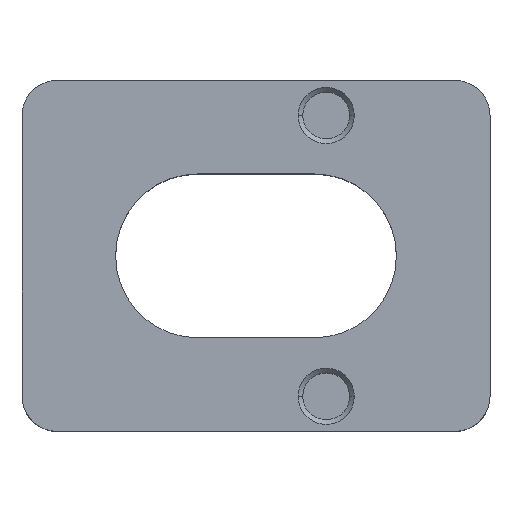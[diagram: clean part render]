
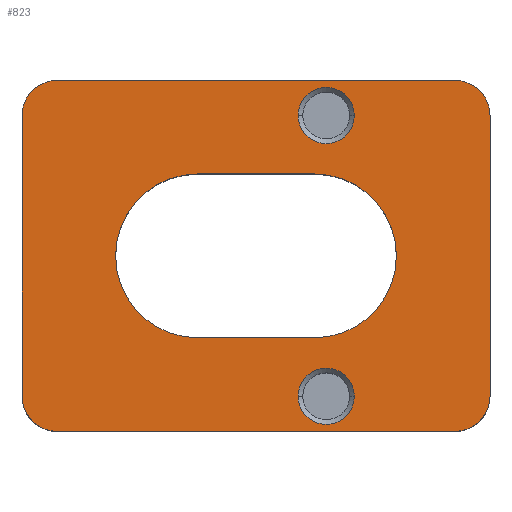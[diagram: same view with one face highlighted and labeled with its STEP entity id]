
A CAD part, top view. The second image highlights one B-rep face of the part: STEP entity #823.
In plain terms, the highlighted planar face has unit normal (0, 0, 1).
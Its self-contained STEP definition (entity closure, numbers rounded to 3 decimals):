
#5 = EDGE_CURVE ( 'NONE', #946, #201, #962, .T. ) ;
#12 = AXIS2_PLACEMENT_3D ( 'NONE', #679, #678, #676 ) ;
#14 = EDGE_CURVE ( 'NONE', #677, #272, #57, .T. ) ;
#18 = EDGE_CURVE ( 'NONE', #96, #747, #583, .T. ) ;
#42 = AXIS2_PLACEMENT_3D ( 'NONE', #550, #548, #546 ) ;
#43 = AXIS2_PLACEMENT_3D ( 'NONE', #508, #507, #505 ) ;
#53 = EDGE_CURVE ( 'NONE', #272, #677, #115, .T. ) ;
#57 = CIRCLE ( 'NONE', #885, 1.2 ) ;
#62 = EDGE_CURVE ( 'NONE', #191, #64, #804, .T. ) ;
#64 = VERTEX_POINT ( 'NONE', #793 ) ;
#71 = AXIS2_PLACEMENT_3D ( 'NONE', #486, #484, #483 ) ;
#81 = EDGE_CURVE ( 'NONE', #245, #886, #694, .T. ) ;
#83 = EDGE_CURVE ( 'NONE', #729, #106, #931, .T. ) ;
#88 = EDGE_CURVE ( 'NONE', #493, #747, #494, .T. ) ;
#91 = EDGE_CURVE ( 'NONE', #729, #596, #643, .T. ) ;
#96 = VERTEX_POINT ( 'NONE', #671 ) ;
#100 = EDGE_LOOP ( 'NONE', ( #501, #523, #803, #480, #951 ) ) ;
#106 = VERTEX_POINT ( 'NONE', #675 ) ;
#108 = EDGE_CURVE ( 'NONE', #738, #703, #918, .T. ) ;
#109 = VECTOR ( 'NONE', #876, 1000. ) ;
#115 = CIRCLE ( 'NONE', #197, 1.2 ) ;
#131 = VECTOR ( 'NONE', #681, 1000. ) ;
#173 = ORIENTED_EDGE ( 'NONE', *, *, #14, .F. ) ;
#182 = DIRECTION ( 'NONE',  ( 0., 1., 0. ) ) ;
#183 = CARTESIAN_POINT ( 'NONE',  ( 10., 7.5, 5. ) ) ;
#184 = DIRECTION ( 'NONE',  ( -1., 0., 0. ) ) ;
#185 = DIRECTION ( 'NONE',  ( 0., 0., -1. ) ) ;
#188 = CARTESIAN_POINT ( 'NONE',  ( 2.5, 0., 5. ) ) ;
#191 = VERTEX_POINT ( 'NONE', #557 ) ;
#192 = EDGE_CURVE ( 'NONE', #946, #106, #359, .T. ) ;
#194 = EDGE_CURVE ( 'NONE', #96, #596, #647, .T. ) ;
#197 = AXIS2_PLACEMENT_3D ( 'NONE', #868, #867, #865 ) ;
#199 = VERTEX_POINT ( 'NONE', #559 ) ;
#201 = VERTEX_POINT ( 'NONE', #552 ) ;
#211 = DIRECTION ( 'NONE',  ( -1., 0., 0. ) ) ;
#213 = DIRECTION ( 'NONE',  ( 0., 0., -1. ) ) ;
#215 = ORIENTED_EDGE ( 'NONE', *, *, #108, .F. ) ;
#216 = CARTESIAN_POINT ( 'NONE',  ( -2.5, 0., 5. ) ) ;
#219 = CARTESIAN_POINT ( 'NONE',  ( 8.5, 7.5, 5. ) ) ;
#223 = CARTESIAN_POINT ( 'NONE',  ( 2.5, -3.5, 5. ) ) ;
#245 = VERTEX_POINT ( 'NONE', #556 ) ;
#252 = ORIENTED_EDGE ( 'NONE', *, *, #5, .F. ) ;
#272 = VERTEX_POINT ( 'NONE', #535 ) ;
#279 = VECTOR ( 'NONE', #755, 1000. ) ;
#287 = ORIENTED_EDGE ( 'NONE', *, *, #192, .T. ) ;
#302 = EDGE_CURVE ( 'NONE', #703, #738, #763, .T. ) ;
#304 = ORIENTED_EDGE ( 'NONE', *, *, #88, .F. ) ;
#315 = DIRECTION ( 'NONE',  ( -1., 0., 0. ) ) ;
#317 = CARTESIAN_POINT ( 'NONE',  ( 10., -7.5, 5. ) ) ;
#319 = PLANE ( 'NONE',  #972 ) ;
#321 = DIRECTION ( 'NONE',  ( 0., 0., -1. ) ) ;
#359 = LINE ( 'NONE', #570, #529 ) ;
#408 = CARTESIAN_POINT ( 'NONE',  ( 8.5, -7.5, 5. ) ) ;
#416 = CARTESIAN_POINT ( 'NONE',  ( 1.8, -6., 5. ) ) ;
#427 = CARTESIAN_POINT ( 'NONE',  ( -10., 6., 5. ) ) ;
#430 = CARTESIAN_POINT ( 'NONE',  ( 1.8, 6., 5. ) ) ;
#433 = EDGE_CURVE ( 'NONE', #199, #64, #913, .T. ) ;
#444 = CARTESIAN_POINT ( 'NONE',  ( 4.2, -6., 5. ) ) ;
#455 = CARTESIAN_POINT ( 'NONE',  ( -10., -6., 5. ) ) ;
#480 = ORIENTED_EDGE ( 'NONE', *, *, #915, .T. ) ;
#483 = DIRECTION ( 'NONE',  ( -1., 0., 0. ) ) ;
#484 = DIRECTION ( 'NONE',  ( 0., 0., -1. ) ) ;
#485 = CIRCLE ( 'NONE', #1016, 3.5 ) ;
#486 = CARTESIAN_POINT ( 'NONE',  ( -2.5, 0., 5. ) ) ;
#492 = CARTESIAN_POINT ( 'NONE',  ( 10., -6., 5. ) ) ;
#493 = VERTEX_POINT ( 'NONE', #492 ) ;
#494 = CIRCLE ( 'NONE', #12, 1.5 ) ;
#501 = ORIENTED_EDGE ( 'NONE', *, *, #62, .F. ) ;
#504 = ORIENTED_EDGE ( 'NONE', *, *, #194, .F. ) ;
#505 = DIRECTION ( 'NONE',  ( 1., 0., 0. ) ) ;
#507 = DIRECTION ( 'NONE',  ( 0., 0., 1. ) ) ;
#508 = CARTESIAN_POINT ( 'NONE',  ( 3., -6., 5. ) ) ;
#509 = CIRCLE ( 'NONE', #1022, 3.5 ) ;
#523 = ORIENTED_EDGE ( 'NONE', *, *, #1001, .T. ) ;
#529 = VECTOR ( 'NONE', #555, 1000. ) ;
#535 = CARTESIAN_POINT ( 'NONE',  ( 4.2, 6., 5. ) ) ;
#546 = DIRECTION ( 'NONE',  ( -1., 0., 0. ) ) ;
#548 = DIRECTION ( 'NONE',  ( 0., 0., -1. ) ) ;
#550 = CARTESIAN_POINT ( 'NONE',  ( -8.5, -6., 5. ) ) ;
#552 = CARTESIAN_POINT ( 'NONE',  ( 10., 6., 5. ) ) ;
#554 = FACE_BOUND ( 'NONE', #713, .T. ) ;
#555 = DIRECTION ( 'NONE',  ( -1., 0., 0. ) ) ;
#556 = CARTESIAN_POINT ( 'NONE',  ( -2.5, -3.5, 5. ) ) ;
#557 = CARTESIAN_POINT ( 'NONE',  ( 2.5, 3.5, 5. ) ) ;
#559 = CARTESIAN_POINT ( 'NONE',  ( -6., 0., 5. ) ) ;
#567 = EDGE_LOOP ( 'NONE', ( #850, #656, #504, #682, #304, #779, #252, #287 ) ) ;
#570 = CARTESIAN_POINT ( 'NONE',  ( 10., 7.5, 5. ) ) ;
#572 = LINE ( 'NONE', #183, #576 ) ;
#576 = VECTOR ( 'NONE', #182, 1000. ) ;
#583 = LINE ( 'NONE', #945, #761 ) ;
#593 = FACE_BOUND ( 'NONE', #100, .T. ) ;
#596 = VERTEX_POINT ( 'NONE', #455 ) ;
#614 = EDGE_LOOP ( 'NONE', ( #798, #173 ) ) ;
#617 = ORIENTED_EDGE ( 'NONE', *, *, #302, .F. ) ;
#635 = DIRECTION ( 'NONE',  ( -1., 0., 0. ) ) ;
#638 = DIRECTION ( 'NONE',  ( 0., 0., -1. ) ) ;
#643 = LINE ( 'NONE', #731, #131 ) ;
#647 = CIRCLE ( 'NONE', #42, 1.5 ) ;
#649 = FACE_BOUND ( 'NONE', #614, .T. ) ;
#656 = ORIENTED_EDGE ( 'NONE', *, *, #91, .T. ) ;
#662 = DIRECTION ( 'NONE',  ( 1., 0., 0. ) ) ;
#664 = DIRECTION ( 'NONE',  ( 0., 0., 1. ) ) ;
#665 = CARTESIAN_POINT ( 'NONE',  ( 3., -6., 5. ) ) ;
#671 = CARTESIAN_POINT ( 'NONE',  ( -8.5, -7.5, 5. ) ) ;
#675 = CARTESIAN_POINT ( 'NONE',  ( -8.5, 7.5, 5. ) ) ;
#676 = DIRECTION ( 'NONE',  ( -1., 0., 0. ) ) ;
#677 = VERTEX_POINT ( 'NONE', #430 ) ;
#678 = DIRECTION ( 'NONE',  ( 0., 0., -1. ) ) ;
#679 = CARTESIAN_POINT ( 'NONE',  ( 8.5, -6., 5. ) ) ;
#681 = DIRECTION ( 'NONE',  ( 0., -1., 0. ) ) ;
#682 = ORIENTED_EDGE ( 'NONE', *, *, #18, .T. ) ;
#692 = CARTESIAN_POINT ( 'NONE',  ( -8.5, 6., 5. ) ) ;
#694 = LINE ( 'NONE', #750, #279 ) ;
#703 = VERTEX_POINT ( 'NONE', #444 ) ;
#713 = EDGE_LOOP ( 'NONE', ( #617, #215 ) ) ;
#729 = VERTEX_POINT ( 'NONE', #427 ) ;
#731 = CARTESIAN_POINT ( 'NONE',  ( -10., 7.5, 5. ) ) ;
#738 = VERTEX_POINT ( 'NONE', #416 ) ;
#747 = VERTEX_POINT ( 'NONE', #408 ) ;
#750 = CARTESIAN_POINT ( 'NONE',  ( -2.5, -3.5, 5. ) ) ;
#751 = FACE_OUTER_BOUND ( 'NONE', #567, .T. ) ;
#755 = DIRECTION ( 'NONE',  ( 1., 0., 0. ) ) ;
#761 = VECTOR ( 'NONE', #932, 1000. ) ;
#763 = CIRCLE ( 'NONE', #43, 1.2 ) ;
#779 = ORIENTED_EDGE ( 'NONE', *, *, #1017, .T. ) ;
#793 = CARTESIAN_POINT ( 'NONE',  ( -2.5, 3.5, 5. ) ) ;
#798 = ORIENTED_EDGE ( 'NONE', *, *, #53, .F. ) ;
#803 = ORIENTED_EDGE ( 'NONE', *, *, #81, .F. ) ;
#804 = LINE ( 'NONE', #853, #109 ) ;
#823 = ADVANCED_FACE ( 'NONE', ( #593, #751, #554, #649 ), #319, .F. ) ;
#850 = ORIENTED_EDGE ( 'NONE', *, *, #83, .F. ) ;
#853 = CARTESIAN_POINT ( 'NONE',  ( -2.5, 3.5, 5. ) ) ;
#865 = DIRECTION ( 'NONE',  ( 1., 0., 0. ) ) ;
#867 = DIRECTION ( 'NONE',  ( 0., 0., 1. ) ) ;
#868 = CARTESIAN_POINT ( 'NONE',  ( 3., 6., 5. ) ) ;
#876 = DIRECTION ( 'NONE',  ( -1., 0., 0. ) ) ;
#885 = AXIS2_PLACEMENT_3D ( 'NONE', #938, #940, #942 ) ;
#886 = VERTEX_POINT ( 'NONE', #223 ) ;
#908 = AXIS2_PLACEMENT_3D ( 'NONE', #921, #911, #927 ) ;
#911 = DIRECTION ( 'NONE',  ( 0., 0., -1. ) ) ;
#913 = CIRCLE ( 'NONE', #71, 3.5 ) ;
#915 = EDGE_CURVE ( 'NONE', #245, #199, #509, .T. ) ;
#918 = CIRCLE ( 'NONE', #1011, 1.2 ) ;
#921 = CARTESIAN_POINT ( 'NONE',  ( 8.5, 6., 5. ) ) ;
#927 = DIRECTION ( 'NONE',  ( -1., 0., 0. ) ) ;
#931 = CIRCLE ( 'NONE', #1005, 1.5 ) ;
#932 = DIRECTION ( 'NONE',  ( 1., 0., 0. ) ) ;
#938 = CARTESIAN_POINT ( 'NONE',  ( 3., 6., 5. ) ) ;
#940 = DIRECTION ( 'NONE',  ( 0., 0., 1. ) ) ;
#942 = DIRECTION ( 'NONE',  ( 1., 0., 0. ) ) ;
#945 = CARTESIAN_POINT ( 'NONE',  ( 10., -7.5, 5. ) ) ;
#946 = VERTEX_POINT ( 'NONE', #219 ) ;
#951 = ORIENTED_EDGE ( 'NONE', *, *, #433, .T. ) ;
#962 = CIRCLE ( 'NONE', #908, 1.5 ) ;
#972 = AXIS2_PLACEMENT_3D ( 'NONE', #317, #321, #315 ) ;
#1001 = EDGE_CURVE ( 'NONE', #191, #886, #485, .T. ) ;
#1005 = AXIS2_PLACEMENT_3D ( 'NONE', #692, #638, #635 ) ;
#1011 = AXIS2_PLACEMENT_3D ( 'NONE', #665, #664, #662 ) ;
#1016 = AXIS2_PLACEMENT_3D ( 'NONE', #188, #185, #184 ) ;
#1017 = EDGE_CURVE ( 'NONE', #493, #201, #572, .T. ) ;
#1022 = AXIS2_PLACEMENT_3D ( 'NONE', #216, #213, #211 ) ;
